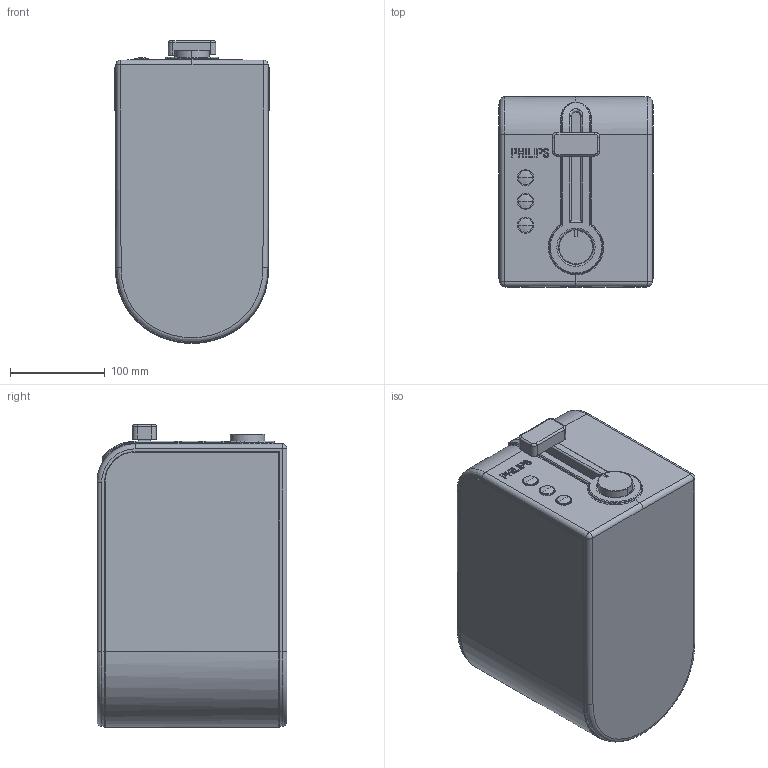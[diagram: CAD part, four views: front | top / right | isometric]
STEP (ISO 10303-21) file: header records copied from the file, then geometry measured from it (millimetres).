
FILE_DESCRIPTION (( 'STEP AP214' ), '1' );
FILE_NAME ('body.STEP', '2012-01-06T18:15:39', ( '' ), ( '' ), 'SwSTEP 2.0', 'SolidWorks 2011', '' );
FILE_SCHEMA (( 'AUTOMOTIVE_DESIGN' ));
Length unit declared in the file: millimetre
Products named in the file (1): body
Bounding box: 162.4 x 200 x 318.84 mm (x, y, z)
Volume: 3682199.2 mm3; surface area: 909362.4 mm2
Topology: 8 solids, 8 shells, 333 faces, 801 edges, 497 vertices
Faces by surface type: plane 137, cylinder 94, bspline 73, torus 17, sphere 10, cone 2
Entity records: 20512 total; most frequent: CARTESIAN_POINT 10212, ORIENTED_EDGE 1594, DIRECTION 1335, EDGE_CURVE 797, VERTEX_POINT 497, AXIS2_PLACEMENT_3D 456, LINE 423, VECTOR 423
